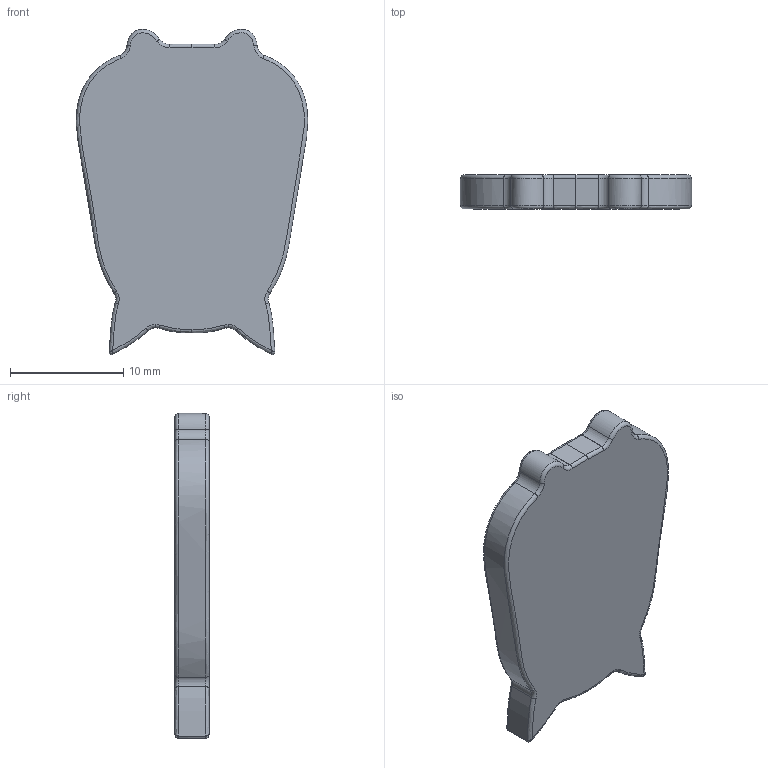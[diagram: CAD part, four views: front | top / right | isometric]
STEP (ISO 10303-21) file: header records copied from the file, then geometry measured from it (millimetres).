
FILE_DESCRIPTION(('FreeCAD Model'),'2;1');
FILE_NAME('Open CASCADE Shape Model','2025-05-04T11:18:19',('FreeCAD'),( 'FreeCAD'),'Open CASCADE STEP processor 7.6','FreeCAD','Unknown');
FILE_SCHEMA(('AUTOMOTIVE_DESIGN { 1 0 10303 214 1 1 1 1 }'));
Length unit declared in the file: millimetre
Products named in the file (1): Open CASCADE STEP translator 7.6 1
Bounding box: 20.42 x 3 x 28.68 mm (x, y, z)
Volume: 1348.5 mm3; surface area: 1199.9 mm2
Topology: 1 solids, 1 shells, 175 faces, 412 edges, 252 vertices
Faces by surface type: bspline 175
Entity records: 6628 total; most frequent: CARTESIAN_POINT 4329, ORIENTED_EDGE 816, EDGE_CURVE 408, VERTEX_POINT 252, B_SPLINE_CURVE_WITH_KNOTS 196, FACE_BOUND 192, EDGE_LOOP 192, ADVANCED_FACE 175
